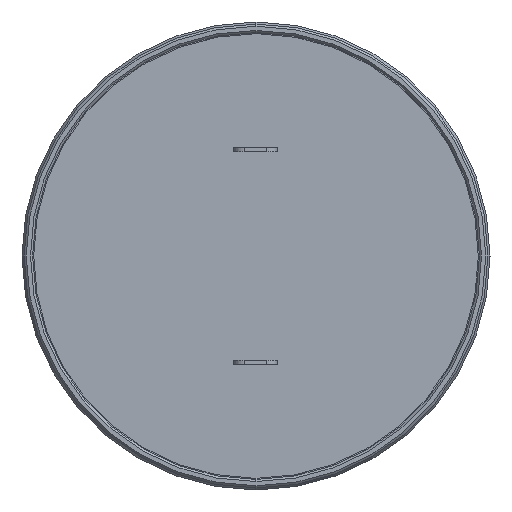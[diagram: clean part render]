
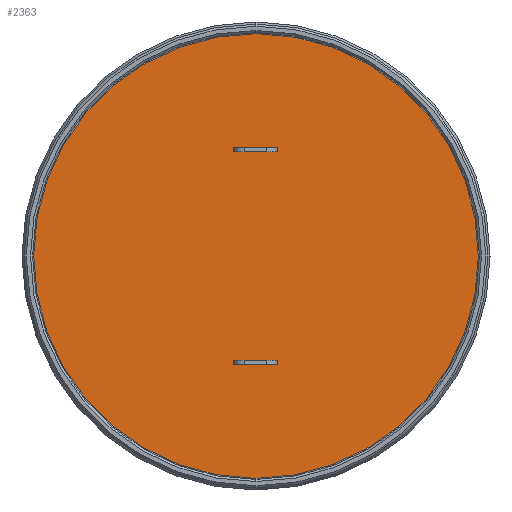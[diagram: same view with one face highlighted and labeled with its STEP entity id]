
A CAD part, left-side view. The second image highlights one B-rep face of the part: STEP entity #2363.
In plain terms, the highlighted planar face has unit normal (-1, 0, 0).
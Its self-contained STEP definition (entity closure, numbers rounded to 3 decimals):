
#519=CARTESIAN_POINT('',(80.167,2.429,-3.99));
#520=DIRECTION('',(-1.,0.,0.));
#521=DIRECTION('',(0.,0.006,-1.));
#522=AXIS2_PLACEMENT_3D('',#519,#520,#521);
#524=CARTESIAN_POINT('',(80.167,2.429,-3.99));
#525=DIRECTION('',(1.,0.,0.));
#526=DIRECTION('',(0.,0.,1.));
#527=AXIS2_PLACEMENT_3D('',#524,#525,#526);
#529=CARTESIAN_POINT('',(80.167,2.429,-3.99));
#530=DIRECTION('',(1.,0.,0.));
#531=DIRECTION('',(0.,-0.006,1.));
#532=AXIS2_PLACEMENT_3D('',#529,#530,#531);
#534=CARTESIAN_POINT('',(80.167,2.429,-3.99));
#535=DIRECTION('',(1.,0.,0.));
#536=DIRECTION('',(0.,0.006,-1.));
#537=AXIS2_PLACEMENT_3D('',#534,#535,#536);
#1395=CARTESIAN_POINT('',(80.167,2.429,6.46));
#1396=CARTESIAN_POINT('',(80.167,2.361,6.46));
#1397=VERTEX_POINT('',#1395);
#1398=VERTEX_POINT('',#1396);
#1399=CARTESIAN_POINT('',(80.167,2.429,-14.44));
#1400=VERTEX_POINT('',#1399);
#1401=CARTESIAN_POINT('',(80.167,2.496,-14.44));
#1402=VERTEX_POINT('',#1401);
#2352=CARTESIAN_POINT('',(80.167,2.429,-3.99));
#2353=DIRECTION('',(1.,0.,0.));
#2354=DIRECTION('',(0.,0.,-1.));
#2355=AXIS2_PLACEMENT_3D('',#2352,#2353,#2354);
#2356=PLANE('',#2355);
#2357=ORIENTED_EDGE('',*,*,#2341,.T.);
#2358=ORIENTED_EDGE('',*,*,#2331,.T.);
#2359=ORIENTED_EDGE('',*,*,#2329,.F.);
#2360=ORIENTED_EDGE('',*,*,#2343,.T.);
#2361=EDGE_LOOP('',(#2357,#2358,#2359,#2360));
#2362=FACE_OUTER_BOUND('',#2361,.F.);
#2363=ADVANCED_FACE('',(#2362),#2356,.F.);
#523=CIRCLE('',#522,10.45);
#528=CIRCLE('',#527,10.45);
#533=CIRCLE('',#532,10.45);
#538=CIRCLE('',#537,10.45);
#2329=EDGE_CURVE('',#1402,#1400,#523,.T.);
#2331=EDGE_CURVE('',#1398,#1400,#533,.T.);
#2341=EDGE_CURVE('',#1397,#1398,#528,.T.);
#2343=EDGE_CURVE('',#1402,#1397,#538,.T.);
